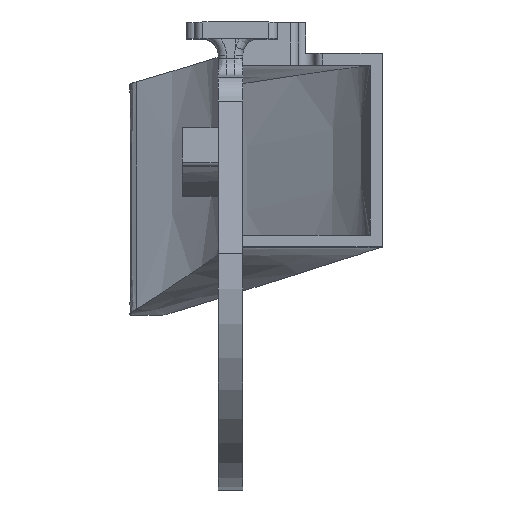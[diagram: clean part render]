
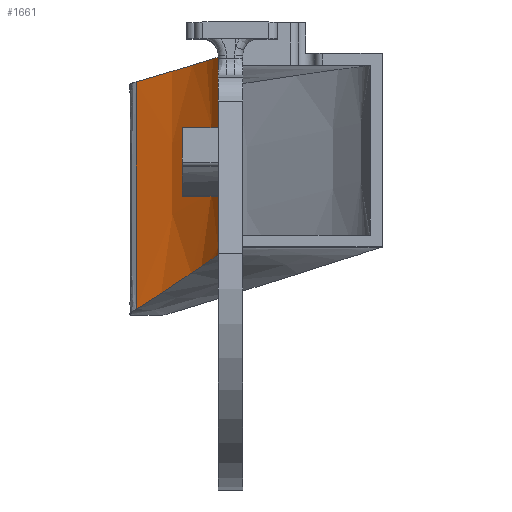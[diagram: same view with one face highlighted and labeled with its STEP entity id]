
A CAD part, top view. The second image highlights one B-rep face of the part: STEP entity #1661.
In plain terms, the highlighted free-form (B-spline) face has degree [3, 3] with [4, 4] control points.
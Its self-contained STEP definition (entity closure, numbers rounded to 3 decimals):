
#73=B_SPLINE_SURFACE_WITH_KNOTS('',3,3,((#2395,#2396,#2397,#2398),(#2399,
#2400,#2401,#2402),(#2403,#2404,#2405,#2406),(#2407,#2408,#2409,#2410)),
 .UNSPECIFIED.,.F.,.F.,.F.,(4,4),(4,4),(0.,1.),(0.,
0.819),.UNSPECIFIED.);
#88=FACE_OUTER_BOUND('',#179,.T.);
#179=EDGE_LOOP('',(#1110,#1111,#1112,#1113,#1114));
#362=B_SPLINE_CURVE_WITH_KNOTS('',3,(#2413,#2414,#2415,#2416),
 .UNSPECIFIED.,.F.,.F.,(4,4),(0.,0.819),.UNSPECIFIED.);
#363=B_SPLINE_CURVE_WITH_KNOTS('',3,(#2418,#2419,#2420,#2421,#2422,#2423,
#2424,#2425),.UNSPECIFIED.,.F.,.F.,(4,2,2,4),(-1.032,-0.919,
-0.816,-0.754),.UNSPECIFIED.);
#364=B_SPLINE_CURVE_WITH_KNOTS('',3,(#2427,#2428,#2429,#2430,#2431,#2432),
 .UNSPECIFIED.,.F.,.F.,(4,2,4),(-3.502,-2.305,-1.195),
 .UNSPECIFIED.);
#365=B_SPLINE_CURVE_WITH_KNOTS('',3,(#2434,#2435,#2436,#2437),
 .UNSPECIFIED.,.F.,.F.,(4,4),(0.,1.151),.UNSPECIFIED.);
#366=B_SPLINE_CURVE_WITH_KNOTS('',3,(#2438,#2439,#2440,#2441),
 .UNSPECIFIED.,.F.,.F.,(4,4),(0.,2.761),
 .UNSPECIFIED.);
#683=VERTEX_POINT('',#2411);
#684=VERTEX_POINT('',#2412);
#685=VERTEX_POINT('',#2417);
#686=VERTEX_POINT('',#2426);
#687=VERTEX_POINT('',#2433);
#851=EDGE_CURVE('',#683,#684,#362,.T.);
#852=EDGE_CURVE('',#683,#685,#363,.T.);
#853=EDGE_CURVE('',#685,#686,#364,.T.);
#854=EDGE_CURVE('',#686,#687,#365,.F.);
#855=EDGE_CURVE('',#684,#687,#366,.T.);
#1110=ORIENTED_EDGE('',*,*,#851,.F.);
#1111=ORIENTED_EDGE('',*,*,#852,.T.);
#1112=ORIENTED_EDGE('',*,*,#853,.T.);
#1113=ORIENTED_EDGE('',*,*,#854,.T.);
#1114=ORIENTED_EDGE('',*,*,#855,.F.);
#1661=ADVANCED_FACE('',(#88),#73,.T.);
#2395=CARTESIAN_POINT('Ctrl Pts',(47.75,6.25,-9.5));
#2396=CARTESIAN_POINT('Ctrl Pts',(47.75,6.25,-16.237));
#2397=CARTESIAN_POINT('Ctrl Pts',(39.679,0.723,-18.583));
#2398=CARTESIAN_POINT('Ctrl Pts',(36.379,-1.283,-19.472));
#2399=CARTESIAN_POINT('Ctrl Pts',(47.75,14.083,-9.5));
#2400=CARTESIAN_POINT('Ctrl Pts',(47.75,14.083,-16.237));
#2401=CARTESIAN_POINT('Ctrl Pts',(39.679,9.561,-18.583));
#2402=CARTESIAN_POINT('Ctrl Pts',(36.379,7.92,-19.472));
#2403=CARTESIAN_POINT('Ctrl Pts',(47.75,21.917,-9.5));
#2404=CARTESIAN_POINT('Ctrl Pts',(47.75,21.917,-16.237));
#2405=CARTESIAN_POINT('Ctrl Pts',(39.679,18.399,-18.583));
#2406=CARTESIAN_POINT('Ctrl Pts',(36.379,17.123,-19.472));
#2407=CARTESIAN_POINT('Ctrl Pts',(47.75,29.75,-9.5));
#2408=CARTESIAN_POINT('Ctrl Pts',(47.75,29.75,-16.237));
#2409=CARTESIAN_POINT('Ctrl Pts',(39.679,27.238,-18.583));
#2410=CARTESIAN_POINT('Ctrl Pts',(36.379,26.326,-19.472));
#2411=CARTESIAN_POINT('',(47.75,6.25,-9.5));
#2412=CARTESIAN_POINT('',(36.379,-1.283,-19.472));
#2413=CARTESIAN_POINT('Ctrl Pts',(47.75,6.25,-9.5));
#2414=CARTESIAN_POINT('Ctrl Pts',(47.75,6.25,-16.237));
#2415=CARTESIAN_POINT('Ctrl Pts',(39.679,0.723,-18.583));
#2416=CARTESIAN_POINT('Ctrl Pts',(36.379,-1.283,-19.472));
#2417=CARTESIAN_POINT('',(46.35,6.25,-13.9));
#2418=CARTESIAN_POINT('Ctrl Pts',(47.75,6.25,-9.5));
#2419=CARTESIAN_POINT('Ctrl Pts',(47.75,6.25,-10.141));
#2420=CARTESIAN_POINT('Ctrl Pts',(47.677,6.25,-10.775));
#2421=CARTESIAN_POINT('Ctrl Pts',(47.376,6.25,-11.962));
#2422=CARTESIAN_POINT('Ctrl Pts',(47.167,6.25,-12.503));
#2423=CARTESIAN_POINT('Ctrl Pts',(46.732,6.25,-13.326));
#2424=CARTESIAN_POINT('Ctrl Pts',(46.55,6.25,-13.62));
#2425=CARTESIAN_POINT('Ctrl Pts',(46.35,6.25,-13.9));
#2426=CARTESIAN_POINT('',(46.35,29.316,-13.9));
#2427=CARTESIAN_POINT('Ctrl Pts',(46.35,6.25,-13.9));
#2428=CARTESIAN_POINT('Ctrl Pts',(46.35,10.241,-13.9));
#2429=CARTESIAN_POINT('Ctrl Pts',(46.35,14.233,-13.9));
#2430=CARTESIAN_POINT('Ctrl Pts',(46.35,21.921,-13.9));
#2431=CARTESIAN_POINT('Ctrl Pts',(46.35,25.619,-13.9));
#2432=CARTESIAN_POINT('Ctrl Pts',(46.35,29.316,-13.9));
#2433=CARTESIAN_POINT('',(36.379,26.326,-19.472));
#2434=CARTESIAN_POINT('Ctrl Pts',(36.379,26.326,-19.472));
#2435=CARTESIAN_POINT('Ctrl Pts',(38.824,27.002,-18.813));
#2436=CARTESIAN_POINT('Ctrl Pts',(43.891,28.556,-17.354));
#2437=CARTESIAN_POINT('Ctrl Pts',(46.35,29.316,-13.9));
#2438=CARTESIAN_POINT('Ctrl Pts',(36.379,-1.283,-19.472));
#2439=CARTESIAN_POINT('Ctrl Pts',(36.379,7.92,-19.472));
#2440=CARTESIAN_POINT('Ctrl Pts',(36.379,17.123,-19.472));
#2441=CARTESIAN_POINT('Ctrl Pts',(36.379,26.326,-19.472));
